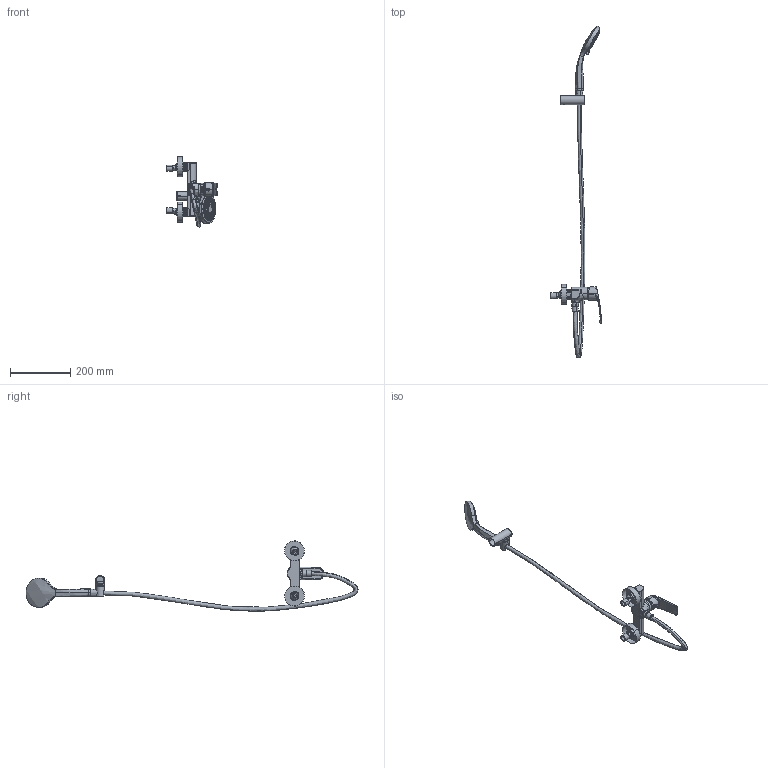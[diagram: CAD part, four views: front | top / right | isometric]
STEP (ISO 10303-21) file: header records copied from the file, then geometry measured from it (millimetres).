
FILE_DESCRIPTION (( 'STEP AP203' ), '1' );
FILE_NAME ('57DP03583.STEP', '2020-06-08T06:55:32', ( '' ), ( '' ), 'SwSTEP 2.0', 'SolidWorks 2018', '' );
FILE_SCHEMA (( 'CONFIG_CONTROL_DESIGN' ));
Length unit declared in the file: millimetre
Products named in the file (1): 57DP03583
Bounding box: 168.34 x 1104.85 x 233.48 mm (x, y, z)
Volume: 528355.9 mm3; surface area: 234106.9 mm2
Topology: 20 solids, 20 shells, 1136 faces, 2652 edges, 1666 vertices
Faces by surface type: cylinder 453, plane 332, torus 187, cone 85, bspline 71, sphere 8
Entity records: 99429 total; most frequent: CARTESIAN_POINT 73942, DIRECTION 5313, ORIENTED_EDGE 5268, EDGE_CURVE 2634, AXIS2_PLACEMENT_3D 2219, VERTEX_POINT 1666, EDGE_LOOP 1300, CIRCLE 1153
